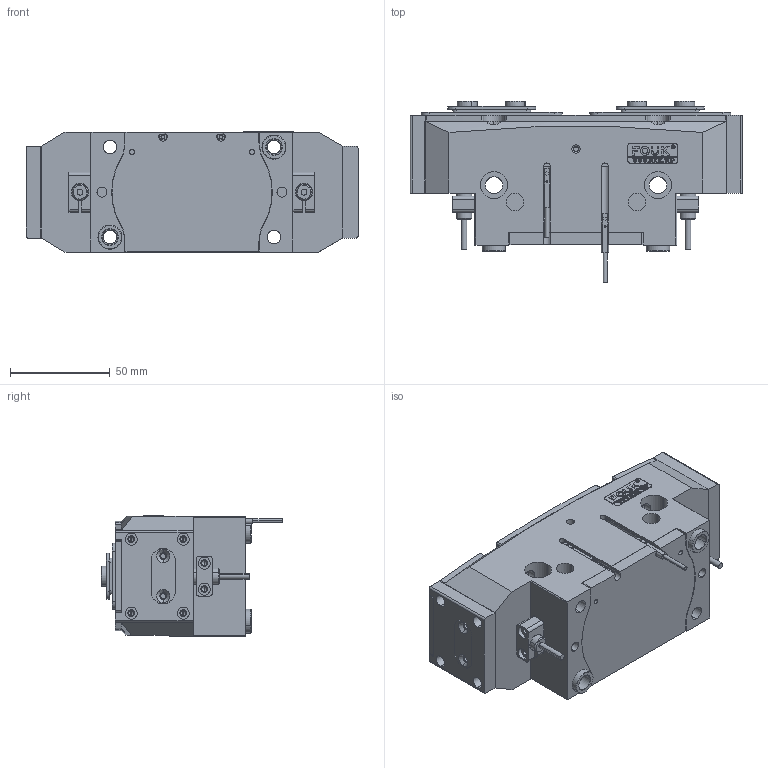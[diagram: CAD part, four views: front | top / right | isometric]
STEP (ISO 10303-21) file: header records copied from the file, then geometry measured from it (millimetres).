
FILE_DESCRIPTION (( 'STEP AP203' ), '1' );
FILE_NAME ('FR57-151-P.STEP', '2025-05-06T07:25:18', ( 'USER-' ), ( 'Microsoft' ), 'SwSTEP 2.0', 'SolidWorks 2018', '' );
FILE_SCHEMA (( 'CONFIG_CONTROL_DESIGN' ));
Length unit declared in the file: millimetre
Products named in the file (20): TRT57-151-MX-06 笢猾え; TRT57-151-MX-02 喘倛賑輸; TRT57-151-M-12 耜猾极; 6x10-12种杶; 揤輸; 棠羲換覜ん; 褫籵蚚苤結裔; TRT57-151饜滅鳥; TRT57-151-M-13 移动挡板(默认); FR57-151-P; TRT57-151-M-11奻葡裔啣; P-GS-T-01 諉輪羲壽標厥釱; TRT57-151-MX-05 菁裔啣; TRT57-151-M-14 忒硌薊啣; 25x10-R1.5; 揤輸杅耀.sldasm-Part-9; ﾏ擎ﾗ12｡ﾁ8｡ﾁ6; 内六角圆柱头螺钉[GBT70_1-2008][M2.5×8]; 电容传感器8x23接近开关; TRT57-151-MX-01 喘倛褲极
Assembly tree (33 placements, depth 3):
  FR57-151-P
    TRT57-151-MX-01 喘倛褲极
    TRT57-151-MX-02 喘倛賑輸  x2
    TRT57-151-MX-05 菁裔啣
    TRT57-151-MX-06 笢猾え
    P-GS-T-01 諉輪羲壽標厥釱  x2
    电容传感器8x23接近开关  x2
    揤輸  x2
      揤輸杅耀.sldasm-Part-9
      内六角圆柱头螺钉[GBT70_1-2008][M2.5×8]
    25x10-R1.5
    TRT57-151饜滅鳥
      TRT57-151-M-11奻葡裔啣
      TRT57-151-M-12 耜猾极  x2
      TRT57-151-M-14 忒硌薊啣  x2
      TRT57-151-M-13 移动挡板(默认)  x2
      褫籵蚚苤結裔  x2
      6x10-12种杶  x4
    棠羲換覜ん  x2
    ﾏ擎ﾗ12｡ﾁ8｡ﾁ6  x2
Bounding box: 166 x 90.8 x 60.1 mm (x, y, z)
Volume: 482407.4 mm3; surface area: 148400.5 mm2
Topology: 33 solids, 39 shells, 1779 faces, 4577 edges, 2905 vertices
Faces by surface type: plane 744, cylinder 593, cone 271, bspline 155, torus 16
Entity records: 49027 total; most frequent: CARTESIAN_POINT 14078, ORIENTED_EDGE 6852, DIRECTION 6473, EDGE_CURVE 3426, VERTEX_POINT 2233, AXIS2_PLACEMENT_3D 2188, VECTOR 2097, LINE 2097
